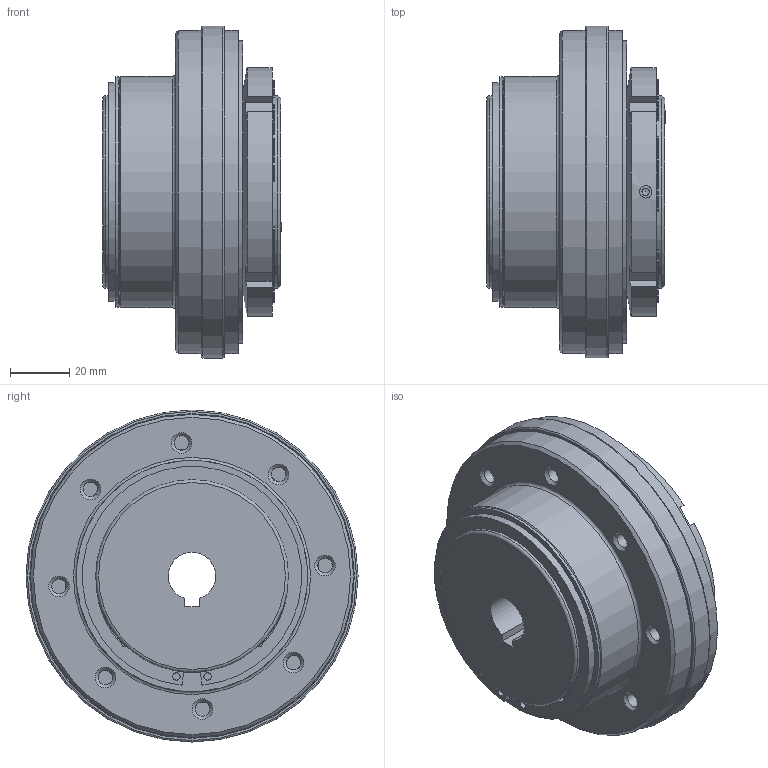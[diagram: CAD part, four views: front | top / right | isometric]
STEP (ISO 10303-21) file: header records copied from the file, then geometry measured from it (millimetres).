
FILE_DESCRIPTION(/* description */ ('Unknown','CAx-IF Rec.Pracs.---Representation and Presentation of Product Manufacturing Information (PMI)---4.0---2014-10-13','CAx-IF Rec.Pracs.---3D Tessellated Geometry---0.4---2014-09-14','2;1'),/* implementation_level */ '2;1');
FILE_NAME(/* name */ 'SKR - N 180',/* time_stamp */ '2023-03-24T13:42:39+01:00',/* author */ ('Unknown'),/* organization */ ('Unknown'),/* preprocessor_version */ 'ST-DEVELOPER v18.102',/* originating_system */ 'Solid Edge',/* authorisation */ 'Unknown');
FILE_SCHEMA (('AP242_MANAGED_MODEL_BASED_3D_ENGINEERING_MIM_LF { 1 0 10303 442 1 1 4 }'));
Length unit declared in the file: millimetre
Products named in the file (12): 00524438; 27924430_oa_0; KT102054; 20424603; 20424301; kt103850; 20823974; 20902691-0ｰ; kt100051; 20618006; Text SKR - Logo Serie N180; 27124411
Assembly tree (11 placements, depth 3):
  00524438
    27924430_oa_0
    KT102054
    20424603
      20424301
      kt103850
    20823974
    20902691-0ｰ
    kt100051
    20618006
    Text SKR - Logo Serie N180
    27124411
Bounding box: 60.2 x 112 x 112 mm (x, y, z)
Volume: 360920.7 mm3; surface area: 115567.7 mm2
Topology: 48 solids, 48 shells, 548 faces, 1352 edges, 897 vertices
Faces by surface type: plane 347, cylinder 91, bspline 45, cone 35, torus 30
Full cylindrical faces by diameter (mm): 2.5 x2, 4.2 x2, 4.917 x8, 4.92 x2, 5 x1, 5.412 x2, 7.5 x13, 48.124 x1, 49.1 x1, 62.5 x1, 63 x1, 65 x2, 65.1 x1, 65.2 x2, 65.3 x3, 70 x2, 78 x4, 86 x1, 102 x1, 109 x2, 109.5 x2, 112 x1
Entity records: 18233 total; most frequent: CARTESIAN_POINT 5968, ORIENTED_EDGE 2346, DIRECTION 2114, EDGE_CURVE 1173, VERTEX_POINT 850, AXIS2_PLACEMENT_3D 806, FACE_BOUND 773, EDGE_LOOP 758
